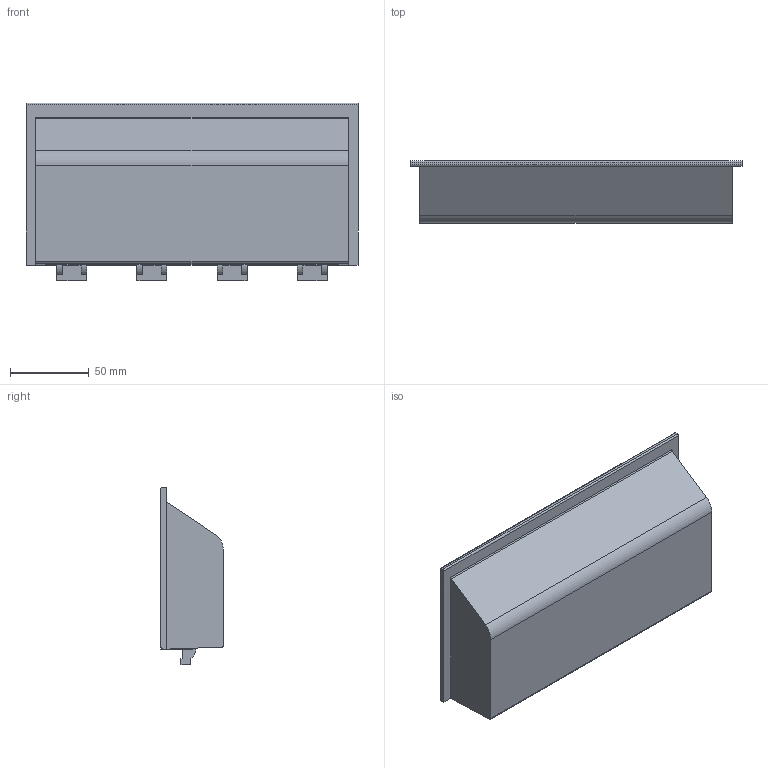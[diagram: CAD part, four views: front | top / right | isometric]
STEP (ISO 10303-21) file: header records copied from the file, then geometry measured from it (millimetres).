
FILE_DESCRIPTION(('FreeCAD Model'),'2;1');
FILE_NAME('Open CASCADE Shape Model','2024-03-20T09:58:25',(''),(''), 'Open CASCADE STEP processor 7.6','FreeCAD','Unknown');
FILE_SCHEMA(('AUTOMOTIVE_DESIGN { 1 0 10303 214 1 1 1 1 }'));
Length unit declared in the file: millimetre
Products named in the file (1): STI8-BABLONG
Bounding box: 211 x 39.6 x 113.1 mm (x, y, z)
Volume: 111711.1 mm3; surface area: 81533.8 mm2
Topology: 1 solids, 1 shells, 121 faces, 339 edges, 225 vertices
Faces by surface type: plane 96, cylinder 23, cone 2
Full cylindrical faces by diameter (mm): 5.4 x2, 10 x4
Entity records: 8523 total; most frequent: CARTESIAN_POINT 1612, DIRECTION 1308, LINE 872, VECTOR 872, ORIENTED_EDGE 678, PCURVE 678, DEFINITIONAL_REPRESENTATION 678, EDGE_CURVE 339
